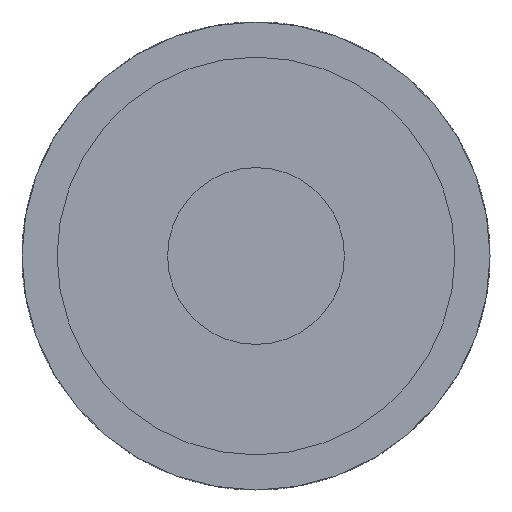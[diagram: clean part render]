
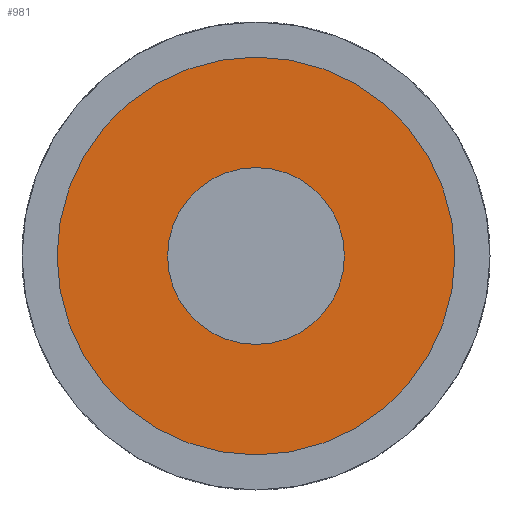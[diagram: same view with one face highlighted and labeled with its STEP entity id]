
A CAD part, front view. The second image highlights one B-rep face of the part: STEP entity #981.
In plain terms, the highlighted planar face has unit normal (0, -1, 0).
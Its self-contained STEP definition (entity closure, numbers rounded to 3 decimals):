
#981=ADVANCED_FACE('',(#1956,#1957),#1958,.T.);
#1956=FACE_BOUND('',#2937,.T.);
#1957=FACE_OUTER_BOUND('',#2938,.T.);
#1958=PLANE('',#2939);
#2937=EDGE_LOOP('',(#6048,#6049));
#2938=EDGE_LOOP('',(#6050,#6051));
#2939=AXIS2_PLACEMENT_3D('',#6052,#6053,#6054);
#6048=ORIENTED_EDGE('',*,*,#7344,.T.);
#6049=ORIENTED_EDGE('',*,*,#7342,.T.);
#6050=ORIENTED_EDGE('',*,*,#7348,.T.);
#6051=ORIENTED_EDGE('',*,*,#7335,.T.);
#6052=CARTESIAN_POINT('',(0.0,0.0,0.0));
#6053=DIRECTION('',(0.0,-1.0,0.0));
#6054=DIRECTION('',(-1.0,0.0,0.0));
#7335=EDGE_CURVE('',#9200,#9197,#9201,.T.);
#7342=EDGE_CURVE('',#9207,#9211,#9213,.T.);
#7344=EDGE_CURVE('',#9211,#9207,#9215,.T.);
#7348=EDGE_CURVE('',#9197,#9200,#9219,.T.);
#9197=VERTEX_POINT('',#11780);
#9200=VERTEX_POINT('',#11784);
#9201=CIRCLE('',#11785,4.723);
#9207=VERTEX_POINT('',#11792);
#9211=VERTEX_POINT('',#11797);
#9213=CIRCLE('',#11800,2.098);
#9215=CIRCLE('',#11802,2.098);
#9219=CIRCLE('',#11806,4.723);
#11780=CARTESIAN_POINT('',(4.723,0.0,0.0));
#11784=CARTESIAN_POINT('',(-4.723,0.0,0.));
#11785=AXIS2_PLACEMENT_3D('',#13169,#13170,#13171);
#11792=CARTESIAN_POINT('',(2.098,0.0,0.));
#11797=CARTESIAN_POINT('',(-2.098,0.0,0.));
#11800=AXIS2_PLACEMENT_3D('',#13181,#13182,#13183);
#11802=AXIS2_PLACEMENT_3D('',#13184,#13185,#13186);
#11806=AXIS2_PLACEMENT_3D('',#13193,#13194,#13195);
#13169=CARTESIAN_POINT('',(0.0,0.0,0.0));
#13170=DIRECTION('',(0.0,-1.0,0.0));
#13171=DIRECTION('',(1.0,0.0,0.0));
#13181=CARTESIAN_POINT('',(0.0,0.0,0.0));
#13182=DIRECTION('',(-0.0,1.0,0.0));
#13183=DIRECTION('',(1.0,0.0,0.0));
#13184=CARTESIAN_POINT('',(0.0,0.0,0.0));
#13185=DIRECTION('',(-0.0,1.0,0.0));
#13186=DIRECTION('',(1.0,0.0,0.0));
#13193=CARTESIAN_POINT('',(0.0,0.0,0.0));
#13194=DIRECTION('',(0.0,-1.0,0.0));
#13195=DIRECTION('',(1.0,0.0,0.0));
